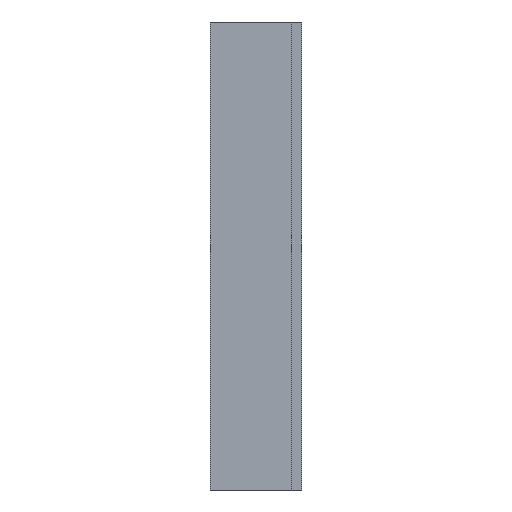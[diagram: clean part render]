
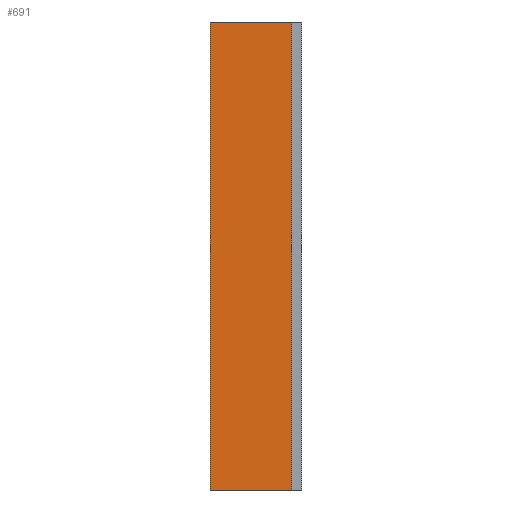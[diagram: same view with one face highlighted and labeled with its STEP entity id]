
A CAD part, left-side view. The second image highlights one B-rep face of the part: STEP entity #691.
In plain terms, the highlighted planar face has unit normal (-1, 0, 0).
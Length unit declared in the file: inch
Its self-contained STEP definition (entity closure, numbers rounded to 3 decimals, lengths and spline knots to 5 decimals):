
#10 = CARTESIAN_POINT ( 'NONE',  ( -0.76076, 0.0739, 0. ) ) ;
#87 = LINE ( 'NONE', #1649, #840 ) ;
#97 = ORIENTED_EDGE ( 'NONE', *, *, #914, .F. ) ;
#133 = DIRECTION ( 'NONE',  ( 0., -1., 0. ) ) ;
#135 = LINE ( 'NONE', #1907, #1365 ) ;
#138 = CARTESIAN_POINT ( 'NONE',  ( -0.76076, 1.2989, 0. ) ) ;
#147 = CARTESIAN_POINT ( 'NONE',  ( -0.76076, 1.2989, 0. ) ) ;
#209 = EDGE_LOOP ( 'NONE', ( #1888, #97, #990, #1875 ) ) ;
#307 = VECTOR ( 'NONE', #1186, 39.37008 ) ;
#465 = FACE_OUTER_BOUND ( 'NONE', #209, .T. ) ;
#483 = PLANE ( 'NONE',  #767 ) ;
#505 = EDGE_CURVE ( 'NONE', #577, #1535, #1029, .T. ) ;
#548 = DIRECTION ( 'NONE',  ( -1., 0., 0. ) ) ;
#577 = VERTEX_POINT ( 'NONE', #138 ) ;
#691 = ADVANCED_FACE ( 'NONE', ( #465 ), #483, .T. ) ;
#767 = AXIS2_PLACEMENT_3D ( 'NONE', #10, #548, #2051 ) ;
#840 = VECTOR ( 'NONE', #1652, 39.37008 ) ;
#914 = EDGE_CURVE ( 'NONE', #577, #1177, #135, .T. ) ;
#961 = LINE ( 'NONE', #1184, #307 ) ;
#990 = ORIENTED_EDGE ( 'NONE', *, *, #505, .T. ) ;
#1029 = LINE ( 'NONE', #147, #1641 ) ;
#1177 = VERTEX_POINT ( 'NONE', #1767 ) ;
#1184 = CARTESIAN_POINT ( 'NONE',  ( -0.76076, 0.0739, 0. ) ) ;
#1186 = DIRECTION ( 'NONE',  ( 0., 0., 1. ) ) ;
#1365 = VECTOR ( 'NONE', #1909, 39.37008 ) ;
#1436 = EDGE_CURVE ( 'NONE', #1578, #1177, #87, .T. ) ;
#1535 = VERTEX_POINT ( 'NONE', #1588 ) ;
#1578 = VERTEX_POINT ( 'NONE', #1587 ) ;
#1587 = CARTESIAN_POINT ( 'NONE',  ( -0.76076, 0.0739, 7. ) ) ;
#1588 = CARTESIAN_POINT ( 'NONE',  ( -0.76076, 0.0739, 0. ) ) ;
#1641 = VECTOR ( 'NONE', #133, 39.37008 ) ;
#1649 = CARTESIAN_POINT ( 'NONE',  ( -0.76076, 1.2989, 7. ) ) ;
#1652 = DIRECTION ( 'NONE',  ( 0., 1., 0. ) ) ;
#1767 = CARTESIAN_POINT ( 'NONE',  ( -0.76076, 1.2989, 7. ) ) ;
#1875 = ORIENTED_EDGE ( 'NONE', *, *, #1997, .T. ) ;
#1888 = ORIENTED_EDGE ( 'NONE', *, *, #1436, .T. ) ;
#1907 = CARTESIAN_POINT ( 'NONE',  ( -0.76076, 1.2989, 0. ) ) ;
#1909 = DIRECTION ( 'NONE',  ( 0., 0., 1. ) ) ;
#1997 = EDGE_CURVE ( 'NONE', #1535, #1578, #961, .T. ) ;
#2051 = DIRECTION ( 'NONE',  ( 0., 0., 1. ) ) ;
